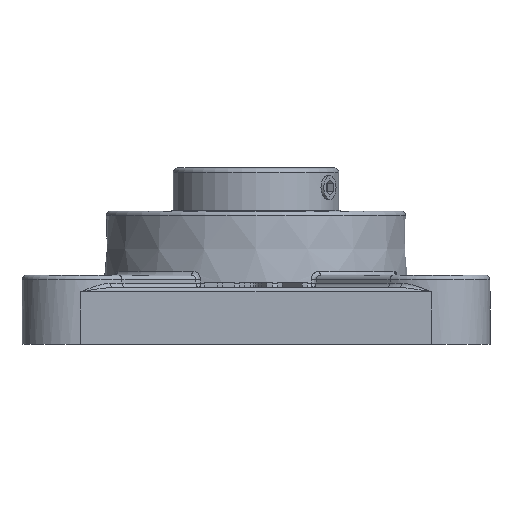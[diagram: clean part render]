
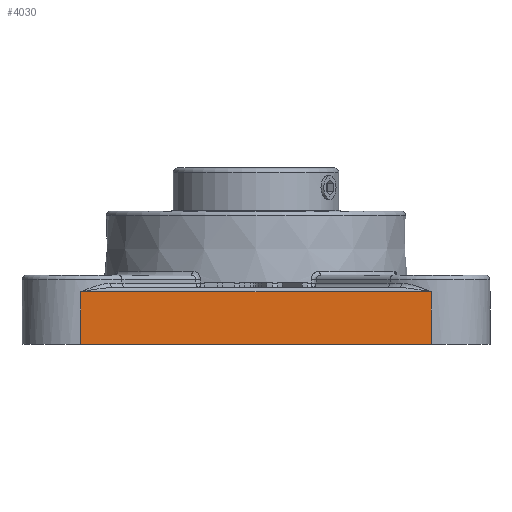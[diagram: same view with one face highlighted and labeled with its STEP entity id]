
A CAD part, front view. The second image highlights one B-rep face of the part: STEP entity #4030.
In plain terms, the highlighted planar face has unit normal (0, -1, 0).
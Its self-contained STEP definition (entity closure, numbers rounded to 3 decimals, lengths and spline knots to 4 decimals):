
#799=VERTEX_POINT('',#6120);
#810=VERTEX_POINT('',#6177);
#817=VERTEX_POINT('',#6581);
#968=VERTEX_POINT('',#10562);
#1172=VECTOR('',#4707,1.);
#1176=VECTOR('',#4731,1.);
#1244=VECTOR('',#5157,1.);
#1247=VECTOR('',#5195,1.);
#1394=LINE('',#6176,#1172);
#1398=LINE('',#6580,#1176);
#1466=LINE('',#10563,#1244);
#1469=LINE('',#10596,#1247);
#1663=EDGE_CURVE('',#799,#810,#1394,.T.);
#1677=EDGE_CURVE('',#817,#810,#1398,.T.);
#1931=EDGE_CURVE('',#968,#799,#1466,.T.);
#1942=EDGE_CURVE('',#817,#968,#1469,.T.);
#2917=ORIENTED_EDGE('',*,*,#1663,.F.);
#2918=ORIENTED_EDGE('',*,*,#1931,.F.);
#2919=ORIENTED_EDGE('',*,*,#1942,.F.);
#2920=ORIENTED_EDGE('',*,*,#1677,.T.);
#3402=EDGE_LOOP('',(#2917,#2918,#2919,#2920));
#3728=FACE_BOUND('',#3402,.T.);
#4030=ADVANCED_FACE('',(#3728),#11390,.T.);
#4386=AXIS2_PLACEMENT_3D('',#10595,#5194,$);
#4707=DIRECTION('',(1.,0.,0.));
#4731=DIRECTION('',(0.,0.,1.));
#5157=DIRECTION('',(0.,0.,1.));
#5194=DIRECTION('',(0.,-1.,0.));
#5195=DIRECTION('',(-1.,0.,0.));
#6120=CARTESIAN_POINT('',(-3.5613,-4.75,1.0611));
#6176=CARTESIAN_POINT('',(0.,-4.75,1.0611));
#6177=CARTESIAN_POINT('',(3.5613,-4.75,1.0611));
#6580=CARTESIAN_POINT('',(3.5613,-4.75,0.));
#6581=CARTESIAN_POINT('',(3.5613,-4.75,0.));
#10562=CARTESIAN_POINT('',(-3.5613,-4.75,0.));
#10563=CARTESIAN_POINT('',(-3.5613,-4.75,0.));
#10595=CARTESIAN_POINT('',(0.,-4.75,0.));
#10596=CARTESIAN_POINT('',(3.5613,-4.75,0.));
#11390=PLANE('',#4386);
